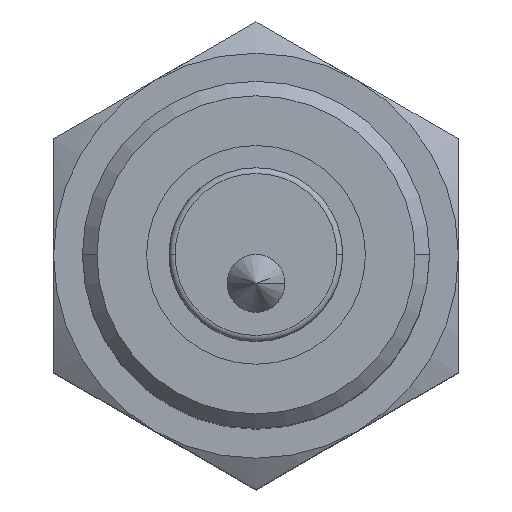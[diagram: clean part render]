
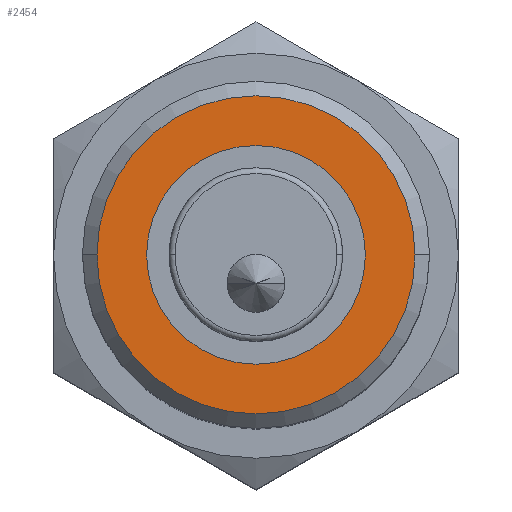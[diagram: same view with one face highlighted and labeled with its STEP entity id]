
A CAD part, top view. The second image highlights one B-rep face of the part: STEP entity #2454.
In plain terms, the highlighted planar face has unit normal (0, 0, 1).
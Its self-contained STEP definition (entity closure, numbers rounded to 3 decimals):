
#16 = VERTEX_POINT ( 'NONE', #298 ) ;
#87 = AXIS2_PLACEMENT_3D ( 'NONE', #5923, #4796, #4313 ) ;
#156 = VERTEX_POINT ( 'NONE', #5558 ) ;
#182 = VERTEX_POINT ( 'NONE', #4011 ) ;
#298 = CARTESIAN_POINT ( 'NONE',  ( 3.782, 0., 0. ) ) ;
#657 = CARTESIAN_POINT ( 'NONE',  ( -3.782, 0., 0. ) ) ;
#721 = VERTEX_POINT ( 'NONE', #657 ) ;
#863 = ORIENTED_EDGE ( 'NONE', *, *, #1441, .T. ) ;
#918 = CARTESIAN_POINT ( 'NONE',  ( 0., 0., 0. ) ) ;
#1118 = CARTESIAN_POINT ( 'NONE',  ( 0., 0., 0. ) ) ;
#1158 = CIRCLE ( 'NONE', #1810, 3.782 ) ;
#1168 = DIRECTION ( 'NONE',  ( 1., 0., 0. ) ) ;
#1422 = DIRECTION ( 'NONE',  ( -1., 0., 0. ) ) ;
#1441 = EDGE_CURVE ( 'Defeature ausgef�hrt1_53+Defeature ausgef�hrt1_54+Defeature ausgef�hrt1_54+Defeature ausgef�hrt1_54', #721, #16, #3697, .T. ) ;
#1493 = EDGE_LOOP ( 'NONE', ( #4032, #2002 ) ) ;
#1754 = EDGE_LOOP ( 'NONE', ( #863, #4969 ) ) ;
#1810 = AXIS2_PLACEMENT_3D ( 'NONE', #4069, #4045, #6669 ) ;
#2002 = ORIENTED_EDGE ( 'NONE', *, *, #4936, .T. ) ;
#2083 = EDGE_CURVE ( 'Defeature ausgef�hrt1_53+Defeature ausgef�hrt1_51+Defeature ausgef�hrt1_51+Defeature ausgef�hrt1_51', #156, #182, #5389, .T. ) ;
#2138 = FACE_BOUND ( 'NONE', #1754, .T. ) ;
#2454 = ADVANCED_FACE ( 'Defeature ausgef�hrt1_53', ( #2138, #2885 ), #2759, .F. ) ;
#2759 = PLANE ( 'NONE',  #87 ) ;
#2885 = FACE_OUTER_BOUND ( 'NONE', #1493, .T. ) ;
#2969 = DIRECTION ( 'NONE',  ( 0., 0., -1. ) ) ;
#3384 = AXIS2_PLACEMENT_3D ( 'NONE', #918, #2969, #1422 ) ;
#3511 = CIRCLE ( 'NONE', #5742, 5.5 ) ;
#3697 = CIRCLE ( 'NONE', #3384, 3.782 ) ;
#3982 = DIRECTION ( 'NONE',  ( 1., 0., 0. ) ) ;
#4011 = CARTESIAN_POINT ( 'NONE',  ( -5.5, 0., 0. ) ) ;
#4032 = ORIENTED_EDGE ( 'NONE', *, *, #2083, .T. ) ;
#4045 = DIRECTION ( 'NONE',  ( 0., 0., -1. ) ) ;
#4069 = CARTESIAN_POINT ( 'NONE',  ( 0., 0., 0. ) ) ;
#4313 = DIRECTION ( 'NONE',  ( 1., 0., 0. ) ) ;
#4321 = EDGE_CURVE ( 'Defeature ausgef�hrt1_53+Defeature ausgef�hrt1_54+Defeature ausgef�hrt1_54+Defeature ausgef�hrt1_54', #16, #721, #1158, .T. ) ;
#4796 = DIRECTION ( 'NONE',  ( 0., 0., -1. ) ) ;
#4869 = AXIS2_PLACEMENT_3D ( 'NONE', #6031, #6535, #3982 ) ;
#4936 = EDGE_CURVE ( 'Defeature ausgef�hrt1_53+Defeature ausgef�hrt1_51+Defeature ausgef�hrt1_51+Defeature ausgef�hrt1_51', #182, #156, #3511, .T. ) ;
#4969 = ORIENTED_EDGE ( 'NONE', *, *, #4321, .T. ) ;
#5274 = DIRECTION ( 'NONE',  ( 0., 0., 1. ) ) ;
#5389 = CIRCLE ( 'NONE', #4869, 5.5 ) ;
#5558 = CARTESIAN_POINT ( 'NONE',  ( 5.5, 0., 0. ) ) ;
#5742 = AXIS2_PLACEMENT_3D ( 'NONE', #1118, #5274, #1168 ) ;
#5923 = CARTESIAN_POINT ( 'NONE',  ( 0., 0., 0. ) ) ;
#6031 = CARTESIAN_POINT ( 'NONE',  ( 0., 0., 0. ) ) ;
#6535 = DIRECTION ( 'NONE',  ( 0., 0., 1. ) ) ;
#6669 = DIRECTION ( 'NONE',  ( -1., 0., 0. ) ) ;
